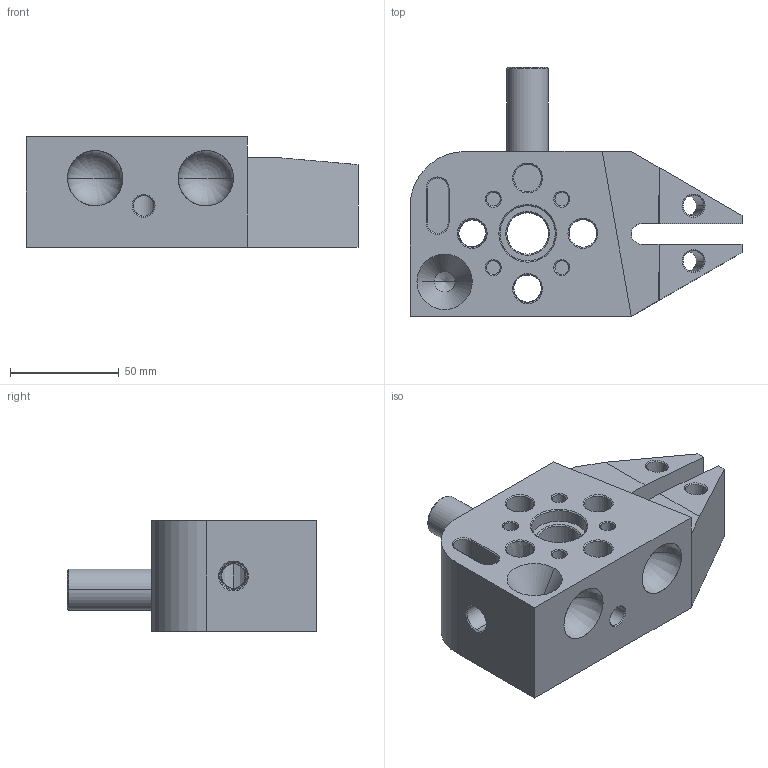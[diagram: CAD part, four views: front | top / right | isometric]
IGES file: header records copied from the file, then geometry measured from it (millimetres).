
Start section:  PTC IGES file: geowidget-chmfr.igs
Global section: file name: geowidget-chmfr.igs; native system: Pro/ENGINEER by Parametric Technology Corporation; preprocessor: 2001200; author: ljohnson; organization: Unknown; date: 040824.182414; units: inch
Bounding box: 152.4 x 114.3 x 50.8 mm (x, y, z)
Surface area: 60511.7 mm2 (no closed solid volume)
Topology: 0 solids, 0 shells, 115 faces, 532 edges, 526 vertices
Faces by surface type: revolution 86, bspline 29
